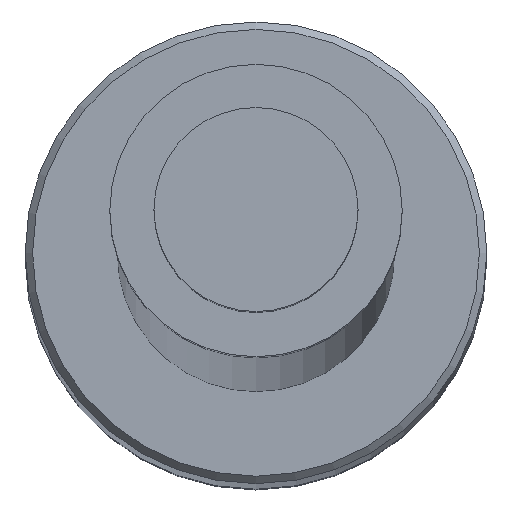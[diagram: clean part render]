
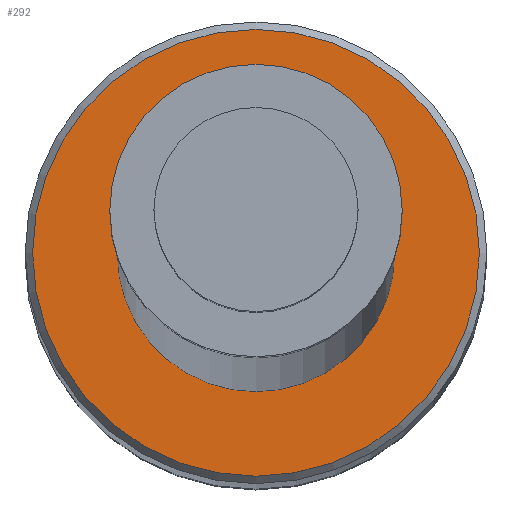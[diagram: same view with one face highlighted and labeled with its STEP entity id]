
A CAD part, top view. The second image highlights one B-rep face of the part: STEP entity #292.
In plain terms, the highlighted planar face has unit normal (0, 0, 1).
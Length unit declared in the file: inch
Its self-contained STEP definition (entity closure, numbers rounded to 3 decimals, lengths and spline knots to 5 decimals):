
#26 = ORIENTED_EDGE ( 'NONE', *, *, #354, .T. ) ;
#47 = DIRECTION ( 'NONE',  ( 1., 0., 0. ) ) ;
#52 = VERTEX_POINT ( 'NONE', #334 ) ;
#67 = AXIS2_PLACEMENT_3D ( 'NONE', #256, #193, #408 ) ;
#81 = PLANE ( 'NONE',  #404 ) ;
#119 = FACE_OUTER_BOUND ( 'NONE', #287, .T. ) ;
#193 = DIRECTION ( 'NONE',  ( 0., 0., 1. ) ) ;
#209 = DIRECTION ( 'NONE',  ( 0., 0., 1. ) ) ;
#234 = CARTESIAN_POINT ( 'NONE',  ( 0., 0., 5.965 ) ) ;
#236 = ORIENTED_EDGE ( 'NONE', *, *, #250, .F. ) ;
#238 = FACE_BOUND ( 'NONE', #345, .T. ) ;
#241 = CIRCLE ( 'NONE', #67, 0.301 ) ;
#245 = DIRECTION ( 'NONE',  ( 1., 0., 0. ) ) ;
#250 = EDGE_CURVE ( 'NONE', #52, #52, #396, .T. ) ;
#256 = CARTESIAN_POINT ( 'NONE',  ( 0., 0., 5.965 ) ) ;
#260 = AXIS2_PLACEMENT_3D ( 'NONE', #403, #397, #245 ) ;
#287 = EDGE_LOOP ( 'NONE', ( #26 ) ) ;
#292 = ADVANCED_FACE ( 'NONE', ( #119, #238 ), #81, .T. ) ;
#296 = CARTESIAN_POINT ( 'NONE',  ( 0.301, 0., 5.965 ) ) ;
#334 = CARTESIAN_POINT ( 'NONE',  ( 0.187, 0., 5.965 ) ) ;
#345 = EDGE_LOOP ( 'NONE', ( #236 ) ) ;
#354 = EDGE_CURVE ( 'NONE', #357, #357, #241, .T. ) ;
#357 = VERTEX_POINT ( 'NONE', #296 ) ;
#396 = CIRCLE ( 'NONE', #260, 0.187 ) ;
#397 = DIRECTION ( 'NONE',  ( 0., 0., 1. ) ) ;
#403 = CARTESIAN_POINT ( 'NONE',  ( 0., 0., 5.965 ) ) ;
#404 = AXIS2_PLACEMENT_3D ( 'NONE', #234, #209, #47 ) ;
#408 = DIRECTION ( 'NONE',  ( 1., 0., 0. ) ) ;
